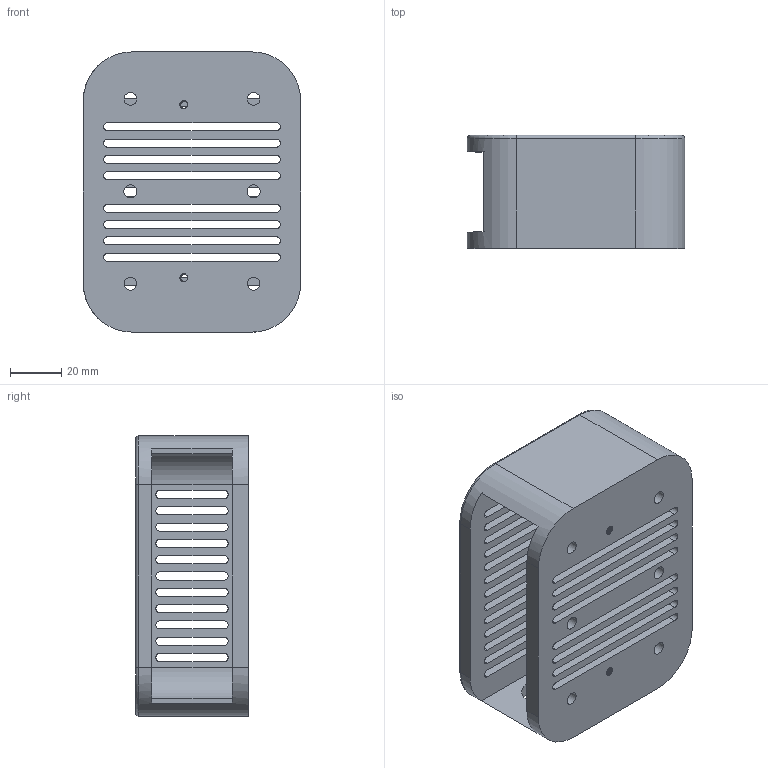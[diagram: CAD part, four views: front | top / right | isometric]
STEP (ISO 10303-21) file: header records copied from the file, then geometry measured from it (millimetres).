
FILE_DESCRIPTION(/* description */ (''),/* implementation_level */ '2;1');
FILE_NAME(/* name */ 'Radio Mount.step',/* time_stamp */ '2023-09-22T06:18:06-04:00',/* author */ (''),/* organization */ (''),/* preprocessor_version */ 'ST-DEVELOPER v20',/* originating_system */ 'Autodesk Translation Framework v12.9.0.99',/* authorisation */ '');
FILE_SCHEMA (('AUTOMOTIVE_DESIGN { 1 0 10303 214 3 1 1 }'));
Length unit declared in the file: inch
Products named in the file (2): Radio Mount; Mount
Assembly tree (1 placements, depth 2):
  Radio Mount
    Mount
Bounding box: 84.74 x 44.03 x 109.24 mm (x, y, z)
Volume: 113832.1 mm3; surface area: 63182.6 mm2
Topology: 1 solids, 1 shells, 264 faces, 733 edges, 467 vertices
Faces by surface type: cylinder 143, plane 81, torus 30, cone 6, bspline 4
Full cylindrical faces by diameter (mm): 2.769 x6, 3.505 x6, 4.978 x4, 5.105 x2
Entity records: 10647 total; most frequent: CARTESIAN_POINT 3627, ORIENTED_EDGE 1466, DIRECTION 1446, EDGE_CURVE 733, AXIS2_PLACEMENT_3D 532, VERTEX_POINT 467, LINE 382, VECTOR 382
